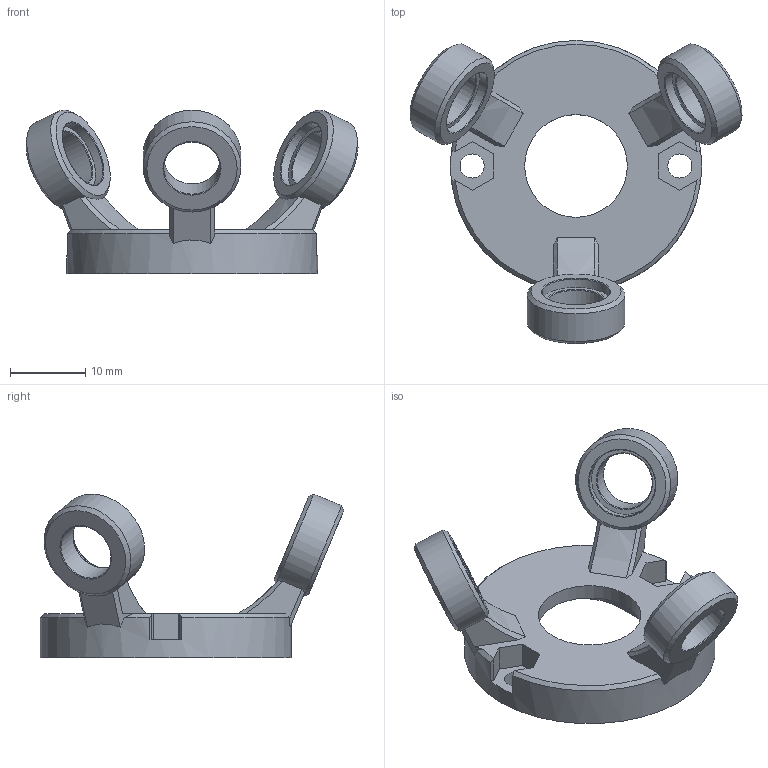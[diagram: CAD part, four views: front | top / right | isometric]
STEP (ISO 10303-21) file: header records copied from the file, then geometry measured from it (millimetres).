
FILE_DESCRIPTION(/* description */ (''),/* implementation_level */ '2;1');
FILE_NAME(/* name */ 'Trackball Mount Low Profile.step',/* time_stamp */ '2023-08-01T21:54:13+01:00',/* author */ (''),/* organization */ (''),/* preprocessor_version */ 'ST-DEVELOPER v20',/* originating_system */ 'Autodesk Translation Framework v12.9.0.99',/* authorisation */ '');
FILE_SCHEMA (('AUTOMOTIVE_DESIGN { 1 0 10303 214 3 1 1 }'));
Length unit declared in the file: millimetre
Products named in the file (1): Trackball Mount Low Profile
Bounding box: 44.11 x 40.3 x 21.75 mm (x, y, z)
Volume: 4637.6 mm3; surface area: 4030.9 mm2
Topology: 1 solids, 1 shells, 93 faces, 267 edges, 180 vertices
Faces by surface type: plane 47, cylinder 20, cone 17, bspline 6, torus 3
Full cylindrical faces by diameter (mm): 3.2 x2, 7.52 x3, 9.02 x3, 13 x3, 13.647 x1, 33.357 x1
Entity records: 3565 total; most frequent: CARTESIAN_POINT 1060, ORIENTED_EDGE 534, DIRECTION 520, EDGE_CURVE 267, AXIS2_PLACEMENT_3D 206, VERTEX_POINT 180, EDGE_LOOP 109, LINE 108
